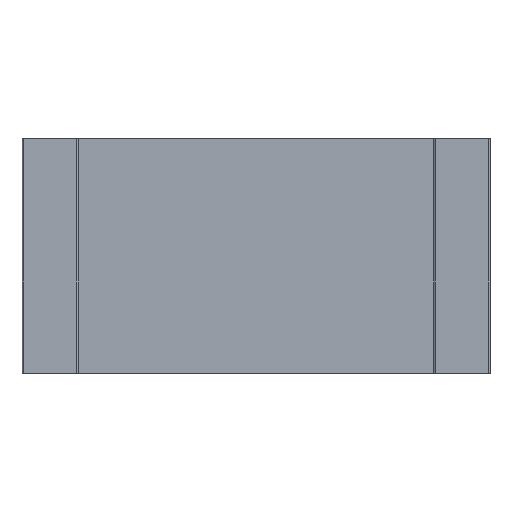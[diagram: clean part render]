
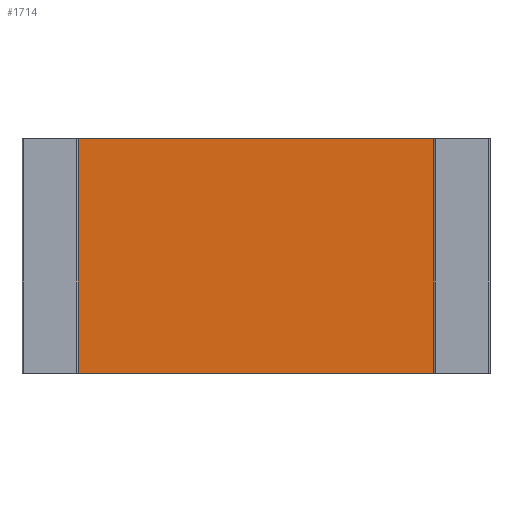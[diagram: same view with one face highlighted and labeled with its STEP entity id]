
A CAD part, top view. The second image highlights one B-rep face of the part: STEP entity #1714.
In plain terms, the highlighted planar face has unit normal (0, 0, 1).
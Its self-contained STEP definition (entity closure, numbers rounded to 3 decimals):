
#310 = PLANE('',#311);
#311 = AXIS2_PLACEMENT_3D('',#312,#313,#314);
#312 = CARTESIAN_POINT('',(-2.413,-1.59,0.555));
#313 = DIRECTION('',(0.,1.,0.));
#314 = DIRECTION('',(0.,0.,1.));
#651 = PLANE('',#652);
#652 = AXIS2_PLACEMENT_3D('',#653,#654,#655);
#653 = CARTESIAN_POINT('',(-2.413,1.59,0.555));
#654 = DIRECTION('',(0.,1.,0.));
#655 = DIRECTION('',(0.,0.,1.));
#1038 = PLANE('',#1039);
#1039 = AXIS2_PLACEMENT_3D('',#1040,#1041,#1042);
#1040 = CARTESIAN_POINT('',(-2.413,-1.59,0.555));
#1041 = DIRECTION('',(1.,0.,0.));
#1042 = DIRECTION('',(0.,0.,1.));
#1056 = VERTEX_POINT('',#1057);
#1057 = CARTESIAN_POINT('',(-2.413,-1.59,0.635));
#1078 = EDGE_CURVE('',#1056,#1079,#1081,.T.);
#1079 = VERTEX_POINT('',#1080);
#1080 = CARTESIAN_POINT('',(2.413,-1.59,0.635));
#1081 = SURFACE_CURVE('',#1082,(#1086,#1093),.PCURVE_S1.);
#1082 = LINE('',#1083,#1084);
#1083 = CARTESIAN_POINT('',(-2.413,-1.59,0.635));
#1084 = VECTOR('',#1085,1.);
#1085 = DIRECTION('',(1.,0.,0.));
#1086 = PCURVE('',#310,#1087);
#1087 = DEFINITIONAL_REPRESENTATION('',(#1088),#1092);
#1088 = LINE('',#1089,#1090);
#1089 = CARTESIAN_POINT('',(0.08,0.));
#1090 = VECTOR('',#1091,1.);
#1091 = DIRECTION('',(0.,1.));
#1092 = ( GEOMETRIC_REPRESENTATION_CONTEXT(2) 
PARAMETRIC_REPRESENTATION_CONTEXT() REPRESENTATION_CONTEXT('2D SPACE',''
  ) );
#1093 = PCURVE('',#1094,#1099);
#1094 = PLANE('',#1095);
#1095 = AXIS2_PLACEMENT_3D('',#1096,#1097,#1098);
#1096 = CARTESIAN_POINT('',(-2.413,-1.59,0.635));
#1097 = DIRECTION('',(0.,0.,1.));
#1098 = DIRECTION('',(1.,0.,0.));
#1099 = DEFINITIONAL_REPRESENTATION('',(#1100),#1104);
#1100 = LINE('',#1101,#1102);
#1101 = CARTESIAN_POINT('',(0.,0.));
#1102 = VECTOR('',#1103,1.);
#1103 = DIRECTION('',(1.,0.));
#1104 = ( GEOMETRIC_REPRESENTATION_CONTEXT(2) 
PARAMETRIC_REPRESENTATION_CONTEXT() REPRESENTATION_CONTEXT('2D SPACE',''
  ) );
#1122 = PLANE('',#1123);
#1123 = AXIS2_PLACEMENT_3D('',#1124,#1125,#1126);
#1124 = CARTESIAN_POINT('',(2.413,-1.59,0.555));
#1125 = DIRECTION('',(1.,0.,0.));
#1126 = DIRECTION('',(0.,0.,1.));
#1285 = VERTEX_POINT('',#1286);
#1286 = CARTESIAN_POINT('',(-2.413,1.59,0.635));
#1307 = EDGE_CURVE('',#1285,#1308,#1310,.T.);
#1308 = VERTEX_POINT('',#1309);
#1309 = CARTESIAN_POINT('',(2.413,1.59,0.635));
#1310 = SURFACE_CURVE('',#1311,(#1315,#1322),.PCURVE_S1.);
#1311 = LINE('',#1312,#1313);
#1312 = CARTESIAN_POINT('',(-2.413,1.59,0.635));
#1313 = VECTOR('',#1314,1.);
#1314 = DIRECTION('',(1.,0.,0.));
#1315 = PCURVE('',#651,#1316);
#1316 = DEFINITIONAL_REPRESENTATION('',(#1317),#1321);
#1317 = LINE('',#1318,#1319);
#1318 = CARTESIAN_POINT('',(0.08,0.));
#1319 = VECTOR('',#1320,1.);
#1320 = DIRECTION('',(0.,1.));
#1321 = ( GEOMETRIC_REPRESENTATION_CONTEXT(2) 
PARAMETRIC_REPRESENTATION_CONTEXT() REPRESENTATION_CONTEXT('2D SPACE',''
  ) );
#1322 = PCURVE('',#1094,#1323);
#1323 = DEFINITIONAL_REPRESENTATION('',(#1324),#1328);
#1324 = LINE('',#1325,#1326);
#1325 = CARTESIAN_POINT('',(0.,3.18));
#1326 = VECTOR('',#1327,1.);
#1327 = DIRECTION('',(1.,0.));
#1328 = ( GEOMETRIC_REPRESENTATION_CONTEXT(2) 
PARAMETRIC_REPRESENTATION_CONTEXT() REPRESENTATION_CONTEXT('2D SPACE',''
  ) );
#1647 = EDGE_CURVE('',#1056,#1285,#1648,.T.);
#1648 = SURFACE_CURVE('',#1649,(#1653,#1660),.PCURVE_S1.);
#1649 = LINE('',#1650,#1651);
#1650 = CARTESIAN_POINT('',(-2.413,-1.59,0.635));
#1651 = VECTOR('',#1652,1.);
#1652 = DIRECTION('',(0.,1.,0.));
#1653 = PCURVE('',#1038,#1654);
#1654 = DEFINITIONAL_REPRESENTATION('',(#1655),#1659);
#1655 = LINE('',#1656,#1657);
#1656 = CARTESIAN_POINT('',(0.08,0.));
#1657 = VECTOR('',#1658,1.);
#1658 = DIRECTION('',(0.,-1.));
#1659 = ( GEOMETRIC_REPRESENTATION_CONTEXT(2) 
PARAMETRIC_REPRESENTATION_CONTEXT() REPRESENTATION_CONTEXT('2D SPACE',''
  ) );
#1660 = PCURVE('',#1094,#1661);
#1661 = DEFINITIONAL_REPRESENTATION('',(#1662),#1666);
#1662 = LINE('',#1663,#1664);
#1663 = CARTESIAN_POINT('',(0.,0.));
#1664 = VECTOR('',#1665,1.);
#1665 = DIRECTION('',(0.,1.));
#1666 = ( GEOMETRIC_REPRESENTATION_CONTEXT(2) 
PARAMETRIC_REPRESENTATION_CONTEXT() REPRESENTATION_CONTEXT('2D SPACE',''
  ) );
#1694 = EDGE_CURVE('',#1079,#1308,#1695,.T.);
#1695 = SURFACE_CURVE('',#1696,(#1700,#1707),.PCURVE_S1.);
#1696 = LINE('',#1697,#1698);
#1697 = CARTESIAN_POINT('',(2.413,-1.59,0.635));
#1698 = VECTOR('',#1699,1.);
#1699 = DIRECTION('',(0.,1.,0.));
#1700 = PCURVE('',#1122,#1701);
#1701 = DEFINITIONAL_REPRESENTATION('',(#1702),#1706);
#1702 = LINE('',#1703,#1704);
#1703 = CARTESIAN_POINT('',(0.08,0.));
#1704 = VECTOR('',#1705,1.);
#1705 = DIRECTION('',(0.,-1.));
#1706 = ( GEOMETRIC_REPRESENTATION_CONTEXT(2) 
PARAMETRIC_REPRESENTATION_CONTEXT() REPRESENTATION_CONTEXT('2D SPACE',''
  ) );
#1707 = PCURVE('',#1094,#1708);
#1708 = DEFINITIONAL_REPRESENTATION('',(#1709),#1713);
#1709 = LINE('',#1710,#1711);
#1710 = CARTESIAN_POINT('',(4.826,0.));
#1711 = VECTOR('',#1712,1.);
#1712 = DIRECTION('',(0.,1.));
#1713 = ( GEOMETRIC_REPRESENTATION_CONTEXT(2) 
PARAMETRIC_REPRESENTATION_CONTEXT() REPRESENTATION_CONTEXT('2D SPACE',''
  ) );
#1714 = ADVANCED_FACE('',(#1715),#1094,.T.);
#1715 = FACE_BOUND('',#1716,.T.);
#1716 = EDGE_LOOP('',(#1717,#1718,#1719,#1720));
#1717 = ORIENTED_EDGE('',*,*,#1647,.F.);
#1718 = ORIENTED_EDGE('',*,*,#1078,.T.);
#1719 = ORIENTED_EDGE('',*,*,#1694,.T.);
#1720 = ORIENTED_EDGE('',*,*,#1307,.F.);
